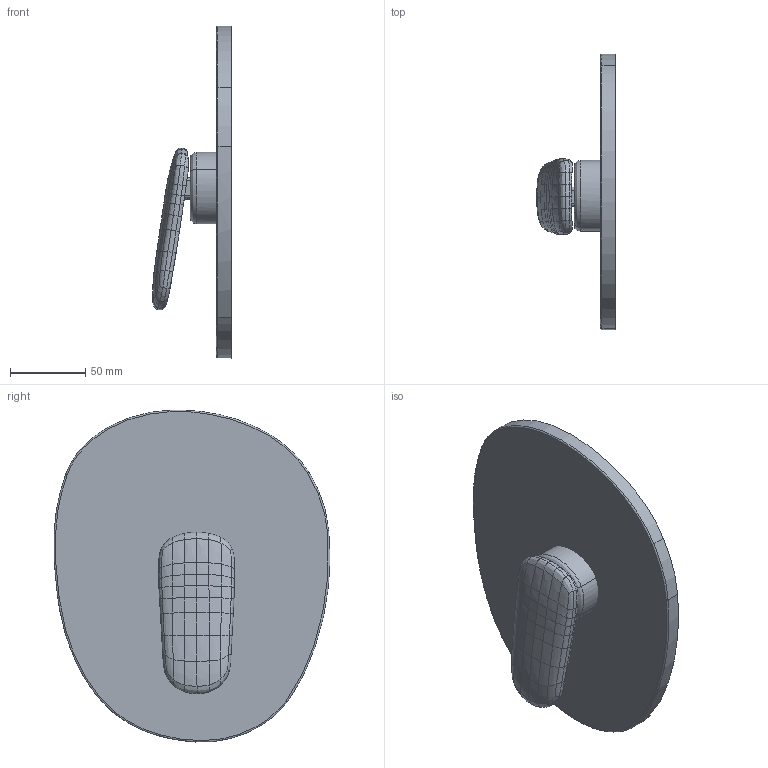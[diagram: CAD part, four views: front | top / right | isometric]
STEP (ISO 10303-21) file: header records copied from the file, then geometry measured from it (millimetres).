
FILE_DESCRIPTION(/* description */ (''),/* implementation_level */ '2;1');
FILE_NAME(/* name */ 'TVS111004000.step',/* time_stamp */ '2023-01-19T11:06:08+01:00',/* author */ (''),/* organization */ (''),/* preprocessor_version */ 'ST-DEVELOPER v19.2',/* originating_system */ 'Autodesk Translation Framework v11.17.0.187',/* authorisation */ '');
FILE_SCHEMA (('AUTOMOTIVE_DESIGN { 1 0 10303 214 3 1 1 }'));
Length unit declared in the file: millimetre
Products named in the file (5): (Nicht gespeichert); 81T028XXX; 8MB018XXX_ASM; 80W018XXX; 80P35XXXX
Assembly tree (4 placements, depth 3):
  (Nicht gespeichert)
    81T028XXX
    8MB018XXX_ASM
      80W018XXX
    80P35XXXX
Bounding box: 52.56 x 183.82 x 221.3 mm (x, y, z)
Volume: 379586.7 mm3; surface area: 93667.2 mm2
Topology: 3 solids, 3 shells, 248 faces, 525 edges, 281 vertices
Faces by surface type: bspline 220, cylinder 12, plane 11, torus 5
Full cylindrical faces by diameter (mm): 39.2 x1
Entity records: 19432 total; most frequent: CARTESIAN_POINT 15541, ORIENTED_EDGE 1048, EDGE_CURVE 524, B_SPLINE_CURVE_WITH_KNOTS 394, VERTEX_POINT 281, DIRECTION 263, EDGE_LOOP 249, FACE_OUTER_BOUND 248
